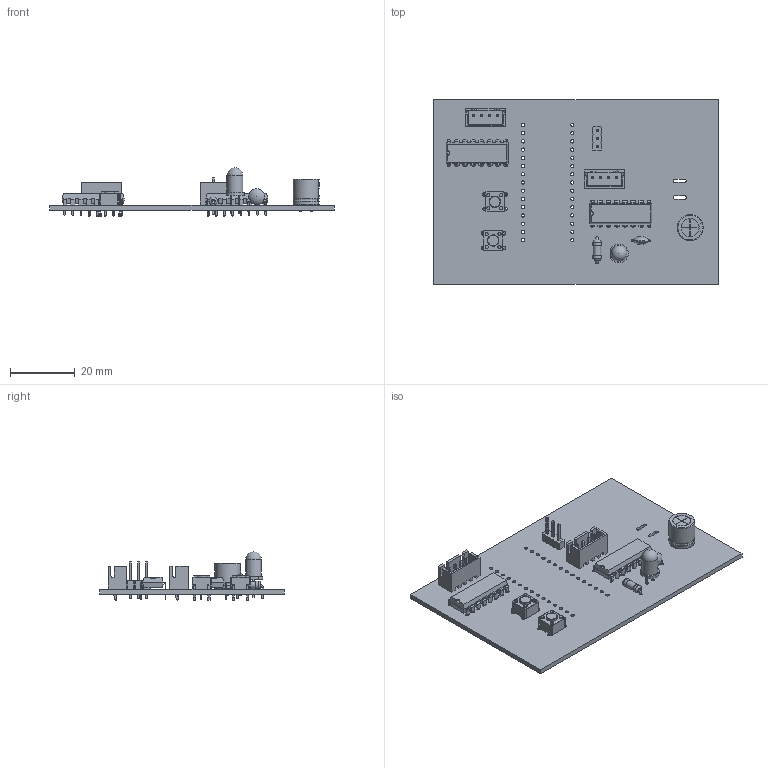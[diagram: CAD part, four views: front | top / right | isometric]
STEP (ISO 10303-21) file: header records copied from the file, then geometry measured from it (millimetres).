
FILE_DESCRIPTION(('KiCad electronic assembly'),'2;1');
FILE_NAME('polargraph plotter.step','2026-01-19T19:33:23',('Pcbnew'),( 'Kicad'),'Open CASCADE STEP processor 7.9','KiCad to STEP converter' ,'Unknown');
FILE_SCHEMA(('AUTOMOTIVE_DESIGN { 1 0 10303 214 1 1 1 1 }'));
Length unit declared in the file: millimetre
Products named in the file (10): polargraph plotter 1; R_Axial_DIN0207_L6.3mm_D2.5mm_P7.62mm_Horizontal; SW_PUSH_6mm; CP_Radial_D8.0mm_P3.50mm; C_Disc_D5.0mm_W2.5mm_P5.00mm; DIP-16_W7.62mm; PinHeader_1x03_P2.54mm_Vertical; JST_XH_B4B-XH-A_1x04_P2.50mm_Vertical; LED_D5.0mm; polargraph plotter_PCB
Assembly tree (12 placements, depth 2):
  polargraph plotter 1
    R_Axial_DIN0207_L6.3mm_D2.5mm_P7.62mm_Horizontal
    SW_PUSH_6mm  x2
    CP_Radial_D8.0mm_P3.50mm
    C_Disc_D5.0mm_W2.5mm_P5.00mm
    DIP-16_W7.62mm  x2
    PinHeader_1x03_P2.54mm_Vertical
    JST_XH_B4B-XH-A_1x04_P2.50mm_Vertical  x2
    LED_D5.0mm
    polargraph plotter_PCB
Bounding box: 88 x 57 x 15.1 mm (x, y, z)
Volume: 9695.9 mm3; surface area: 14437.6 mm2
Topology: 12 solids, 13 shells, 1334 faces, 3532 edges, 2263 vertices
Faces by surface type: plane 976, cylinder 275, bspline 64, torus 8, revolution 8, sphere 3
Full cylindrical faces by diameter (mm): 0.5 x6, 0.6 x2, 0.8 x38, 0.9 x2, 0.95 x8, 1 x41, 1.1 x8, 2.25 x1, 2.5 x2, 3.5 x2, 4.9 x1
Entity records: 31577 total; most frequent: CARTESIAN_POINT 6151, ORIENTED_EDGE 4226, DIRECTION 4038, EDGE_CURVE 2113, LINE 1626, VECTOR 1626, VERTEX_POINT 1358, AXIS2_PLACEMENT_3D 1202
